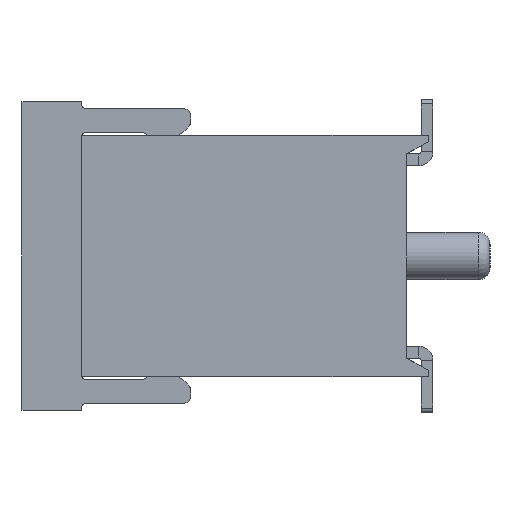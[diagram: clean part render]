
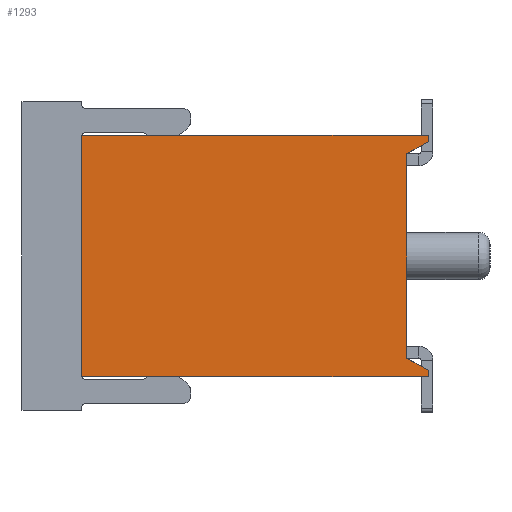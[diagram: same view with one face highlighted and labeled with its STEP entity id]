
A CAD part, left-side view. The second image highlights one B-rep face of the part: STEP entity #1293.
In plain terms, the highlighted planar face has unit normal (-1, 0, 0).
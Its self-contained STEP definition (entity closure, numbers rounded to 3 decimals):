
#728 = VERTEX_POINT ( 'NONE', #16009 ) ;
#742 = EDGE_CURVE ( 'NONE', #743, #728, #16045, .T. ) ;
#743 = VERTEX_POINT ( 'NONE', #16041 ) ;
#1290 = ORIENTED_EDGE ( 'NONE', *, *, #1371, .F. ) ;
#1291 = ORIENTED_EDGE ( 'NONE', *, *, #10983, .T. ) ;
#1293 = ADVANCED_FACE ( 'NONE', ( #17445 ), #17444, .T. ) ;
#1294 = EDGE_LOOP ( 'NONE', ( #1291, #1298, #1372, #1373, #1290, #1370, #1368, #1367 ) ) ;
#1298 = ORIENTED_EDGE ( 'NONE', *, *, #10994, .T. ) ;
#1367 = ORIENTED_EDGE ( 'NONE', *, *, #742, .T. ) ;
#1368 = ORIENTED_EDGE ( 'NONE', *, *, #10963, .T. ) ;
#1370 = ORIENTED_EDGE ( 'NONE', *, *, #11048, .T. ) ;
#1371 = EDGE_CURVE ( 'NONE', #10987, #1375, #17625, .T. ) ;
#1372 = ORIENTED_EDGE ( 'NONE', *, *, #2965, .T. ) ;
#1373 = ORIENTED_EDGE ( 'NONE', *, *, #1374, .F. ) ;
#1374 = EDGE_CURVE ( 'NONE', #1375, #2960, #17621, .T. ) ;
#1375 = VERTEX_POINT ( 'NONE', #17617 ) ;
#2960 = VERTEX_POINT ( 'NONE', #20314 ) ;
#2965 = EDGE_CURVE ( 'NONE', #10915, #2960, #20308, .T. ) ;
#10915 = VERTEX_POINT ( 'NONE', #33411 ) ;
#10963 = EDGE_CURVE ( 'NONE', #11059, #743, #33477, .T. ) ;
#10983 = EDGE_CURVE ( 'NONE', #728, #11004, #33515, .T. ) ;
#10987 = VERTEX_POINT ( 'NONE', #33503 ) ;
#10994 = EDGE_CURVE ( 'NONE', #11004, #10915, #33501, .T. ) ;
#11004 = VERTEX_POINT ( 'NONE', #33555 ) ;
#11048 = EDGE_CURVE ( 'NONE', #10987, #11059, #33569, .T. ) ;
#11059 = VERTEX_POINT ( 'NONE', #33616 ) ;
#15939 = DIRECTION ( 'NONE',  ( 0., 0., 1. ) ) ;
#16009 = CARTESIAN_POINT ( 'NONE',  ( -25.4, -6.85, 2.15 ) ) ;
#16041 = CARTESIAN_POINT ( 'NONE',  ( -25.4, -6.85, -2.15 ) ) ;
#16042 = DIRECTION ( 'NONE',  ( 0., 0., 1. ) ) ;
#16043 = VECTOR ( 'NONE', #16042, 1000. ) ;
#16044 = CARTESIAN_POINT ( 'NONE',  ( -25.4, -6.85, 2.15 ) ) ;
#16045 = LINE ( 'NONE', #16044, #16043 ) ;
#17439 = DIRECTION ( 'NONE',  ( -1., 0., 0. ) ) ;
#17440 = CARTESIAN_POINT ( 'NONE',  ( -25.4, -7.3, -2.54 ) ) ;
#17441 = AXIS2_PLACEMENT_3D ( 'NONE', #17440, #17439, #15939 ) ;
#17444 = PLANE ( 'NONE',  #17441 ) ;
#17445 = FACE_OUTER_BOUND ( 'NONE', #1294, .T. ) ;
#17617 = CARTESIAN_POINT ( 'NONE',  ( -25.4, 0., -2.54 ) ) ;
#17618 = DIRECTION ( 'NONE',  ( 0., 0., 1. ) ) ;
#17619 = VECTOR ( 'NONE', #17618, 1000. ) ;
#17620 = CARTESIAN_POINT ( 'NONE',  ( -25.4, 0., -2.54 ) ) ;
#17621 = LINE ( 'NONE', #17620, #17619 ) ;
#17622 = DIRECTION ( 'NONE',  ( 0., 1., 0. ) ) ;
#17623 = VECTOR ( 'NONE', #17622, 1000. ) ;
#17624 = CARTESIAN_POINT ( 'NONE',  ( -25.4, -7.3, -2.54 ) ) ;
#17625 = LINE ( 'NONE', #17624, #17623 ) ;
#20305 = DIRECTION ( 'NONE',  ( 0., 1., 0. ) ) ;
#20306 = VECTOR ( 'NONE', #20305, 1000. ) ;
#20307 = CARTESIAN_POINT ( 'NONE',  ( -25.4, -7.3, 2.54 ) ) ;
#20308 = LINE ( 'NONE', #20307, #20306 ) ;
#20314 = CARTESIAN_POINT ( 'NONE',  ( -25.4, 0., 2.54 ) ) ;
#33411 = CARTESIAN_POINT ( 'NONE',  ( -25.4, -7.3, 2.54 ) ) ;
#33474 = DIRECTION ( 'NONE',  ( 0., 0.866, 0.5 ) ) ;
#33475 = VECTOR ( 'NONE', #33474, 1000. ) ;
#33476 = CARTESIAN_POINT ( 'NONE',  ( -25.4, -6.85, -2.15 ) ) ;
#33477 = LINE ( 'NONE', #33476, #33475 ) ;
#33498 = DIRECTION ( 'NONE',  ( 0., 0., 1. ) ) ;
#33499 = VECTOR ( 'NONE', #33498, 1000. ) ;
#33500 = CARTESIAN_POINT ( 'NONE',  ( -25.4, -7.3, -2.54 ) ) ;
#33501 = LINE ( 'NONE', #33500, #33499 ) ;
#33503 = CARTESIAN_POINT ( 'NONE',  ( -25.4, -7.3, -2.54 ) ) ;
#33512 = DIRECTION ( 'NONE',  ( 0., -0.866, 0.5 ) ) ;
#33513 = VECTOR ( 'NONE', #33512, 1000. ) ;
#33514 = CARTESIAN_POINT ( 'NONE',  ( -25.4, -6.85, 2.15 ) ) ;
#33515 = LINE ( 'NONE', #33514, #33513 ) ;
#33555 = CARTESIAN_POINT ( 'NONE',  ( -25.4, -7.3, 2.41 ) ) ;
#33561 = DIRECTION ( 'NONE',  ( 0., 0., 1. ) ) ;
#33562 = VECTOR ( 'NONE', #33561, 1000. ) ;
#33563 = CARTESIAN_POINT ( 'NONE',  ( -25.4, -7.3, -2.54 ) ) ;
#33569 = LINE ( 'NONE', #33563, #33562 ) ;
#33616 = CARTESIAN_POINT ( 'NONE',  ( -25.4, -7.3, -2.41 ) ) ;
